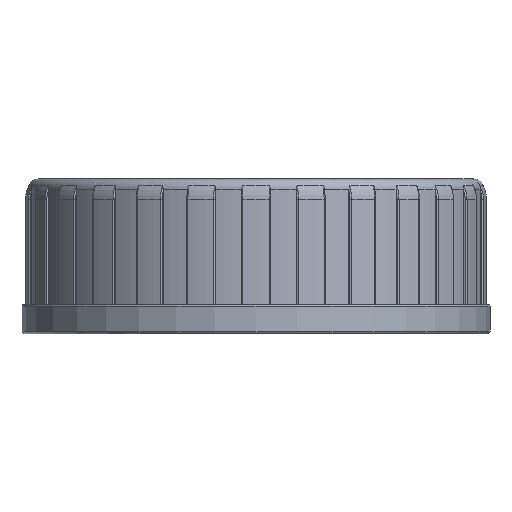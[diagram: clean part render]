
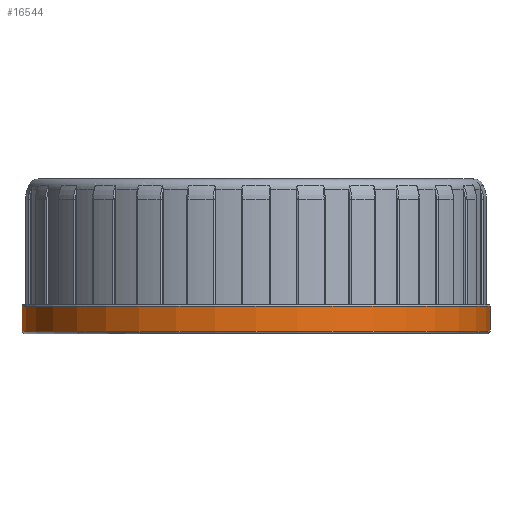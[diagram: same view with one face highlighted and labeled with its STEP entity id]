
A CAD part, front view. The second image highlights one B-rep face of the part: STEP entity #16544.
In plain terms, the highlighted cylindrical face has radius 80 mm (diameter 160 mm), a full revolution.
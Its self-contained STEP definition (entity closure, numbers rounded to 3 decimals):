
#925=FACE_OUTER_BOUND('',#1835,.T.);
#1835=EDGE_LOOP('',(#12200,#12201,#12202,#12203));
#2814=CIRCLE('',#17595,80.);
#2815=CIRCLE('',#17596,80.);
#3752=LINE('',#55986,#5710);
#5710=VECTOR('',#19571,80.);
#7884=VERTEX_POINT('',#55983);
#7885=VERTEX_POINT('',#55985);
#9611=EDGE_CURVE('',#7884,#7884,#2814,.T.);
#9612=EDGE_CURVE('',#7884,#7885,#3752,.T.);
#9613=EDGE_CURVE('',#7885,#7885,#2815,.T.);
#12200=ORIENTED_EDGE('',*,*,#9611,.T.);
#12201=ORIENTED_EDGE('',*,*,#9612,.T.);
#12202=ORIENTED_EDGE('',*,*,#9613,.T.);
#12203=ORIENTED_EDGE('',*,*,#9612,.F.);
#16392=CYLINDRICAL_SURFACE('',#17594,80.);
#16544=ADVANCED_FACE('',(#925),#16392,.T.);
#17594=AXIS2_PLACEMENT_3D('',#55982,#19567,#19568);
#17595=AXIS2_PLACEMENT_3D('',#55984,#19569,#19570);
#17596=AXIS2_PLACEMENT_3D('',#55987,#19572,#19573);
#19567=DIRECTION('center_axis',(0.,0.,-1.));
#19568=DIRECTION('ref_axis',(-1.,0.,0.));
#19569=DIRECTION('center_axis',(0.,0.,1.));
#19570=DIRECTION('ref_axis',(-1.,0.,0.));
#19571=DIRECTION('',(0.,0.,1.));
#19572=DIRECTION('center_axis',(0.,0.,-1.));
#19573=DIRECTION('ref_axis',(-1.,0.,0.));
#55982=CARTESIAN_POINT('Origin',(0.,0.,57.5));
#55983=CARTESIAN_POINT('',(80.,0.,1.));
#55984=CARTESIAN_POINT('Origin',(0.,0.,1.));
#55985=CARTESIAN_POINT('',(80.,0.,9.5));
#55986=CARTESIAN_POINT('',(80.,0.,57.5));
#55987=CARTESIAN_POINT('Origin',(0.,0.,9.5));
